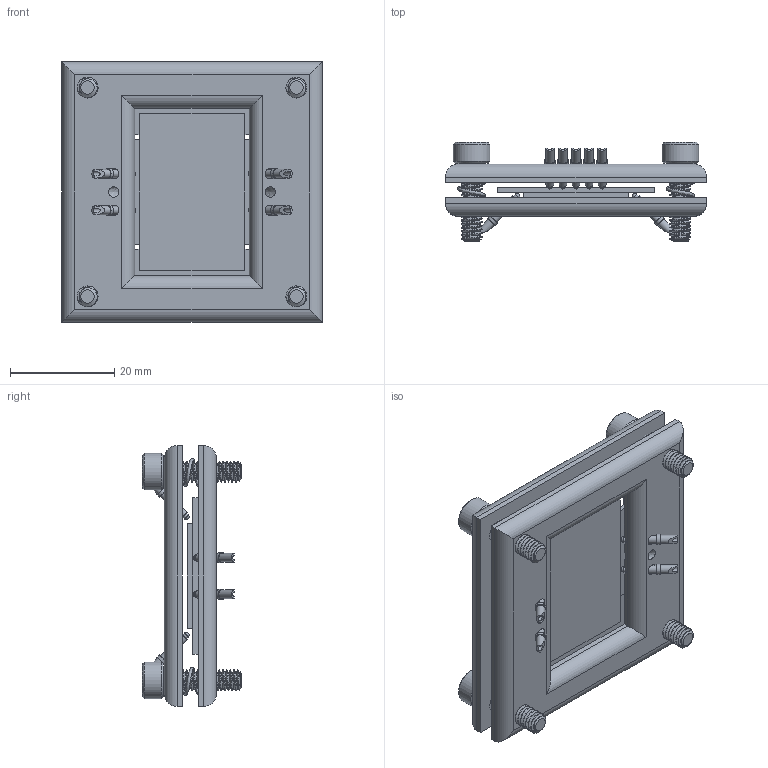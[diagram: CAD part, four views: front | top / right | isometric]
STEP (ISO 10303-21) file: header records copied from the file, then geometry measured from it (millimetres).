
FILE_DESCRIPTION(/* description */ (''),/* implementation_level */ '2;1');
FILE_NAME(/* name */ 'Assembly-condictivityjig-v2 v2.step',/* time_stamp */ '2020-12-02T12:50:37-07:00',/* author */ (''),/* organization */ (''),/* preprocessor_version */ 'ST-DEVELOPER v18.1',/* originating_system */ 'Autodesk Translation Framework v9.3.0.1241',/* authorisation */ '');
FILE_SCHEMA (('AUTOMOTIVE_DESIGN { 1 0 10303 214 3 1 1 }'));
Length unit declared in the file: millimetre
Products named in the file (21): Assembly-condictivityjig-v2; TCA Test Structure; 9657K607; 90128A332; Pins; Pins_1; Pins_2; Pins_3; Pins_4; Pins_5; Pins_6; Pins_7; Pins_8; Pins_9; Pins_10; Pins_11; Pins_12; Pins_13; SolderPin; TCA-Side-2; TCA-Side-1
Assembly tree (39 placements, depth 3):
  Assembly-condictivityjig-v2
    TCA Test Structure
    9657K607  x4
    90128A332  x4
    Pins
      SolderPin
    Pins_1
      SolderPin
    Pins_2
      SolderPin
    Pins_3
      SolderPin
    Pins_4
      SolderPin
    Pins_5
      SolderPin
    Pins_6
      SolderPin
    Pins_7
      SolderPin
    Pins_8
      SolderPin
    Pins_9
      SolderPin
    Pins_10
      SolderPin
    Pins_11
      SolderPin
    Pins_12
      SolderPin
    Pins_13
      SolderPin
    TCA-Side-2
    TCA-Side-1
Bounding box: 50 x 19 x 50 mm (x, y, z)
Volume: 13853.8 mm3; surface area: 14170.5 mm2
Topology: 25 solids, 25 shells, 546 faces, 1360 edges, 884 vertices
Faces by surface type: cylinder 274, plane 174, bspline 62, cone 36
Full cylindrical faces by diameter (mm): 0.89 x14, 1.07 x14, 1.5 x14, 1.65 x14, 1.98 x14, 3.091 x80, 4 x88, 7 x4
Entity records: 10210 total; most frequent: CARTESIAN_POINT 5644, ORIENTED_EDGE 912, DIRECTION 863, EDGE_CURVE 456, AXIS2_PLACEMENT_3D 336, VERTEX_POINT 295, EDGE_LOOP 203, LINE 191
